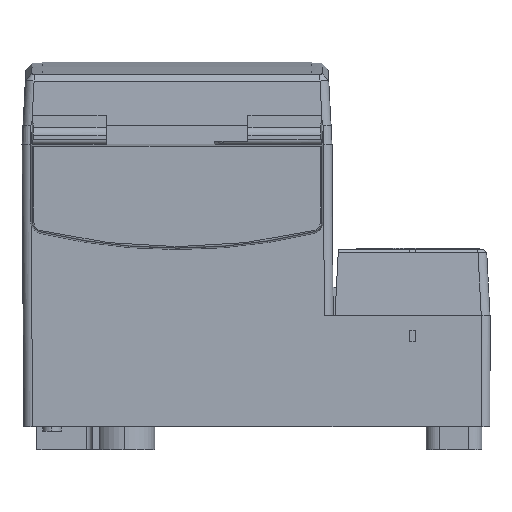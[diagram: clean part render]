
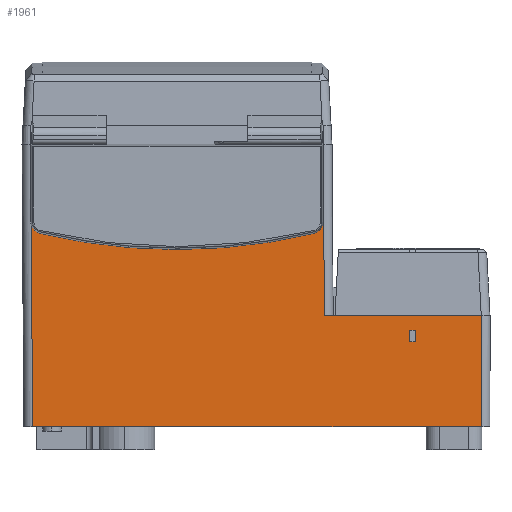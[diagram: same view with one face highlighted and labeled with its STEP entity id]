
A CAD part, left-side view. The second image highlights one B-rep face of the part: STEP entity #1961.
In plain terms, the highlighted planar face has unit normal (-1, 0, -0.006).
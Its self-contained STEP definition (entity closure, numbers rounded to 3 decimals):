
#293 = CARTESIAN_POINT ( 'NONE',  ( -83., -79.5, 0. ) ) ;
#432 = VECTOR ( 'NONE', #14382, 1000. ) ;
#611 = CARTESIAN_POINT ( 'NONE',  ( -82.833, -50., -26.569 ) ) ;
#812 = EDGE_CURVE ( 'NONE', #22702, #15387, #1042, .T. ) ;
#955 = EDGE_CURVE ( 'NONE', #8237, #13699, #2159, .T. ) ;
#995 = VERTEX_POINT ( 'NONE', #14548 ) ;
#1042 = LINE ( 'NONE', #10652, #16898 ) ;
#1076 = CARTESIAN_POINT ( 'NONE',  ( -83., -50., 0. ) ) ;
#1961 = ADVANCED_FACE ( 'NONE', ( #12215, #11866 ), #8914, .T. ) ;
#2085 = VECTOR ( 'NONE', #8719, 1000. ) ;
#2159 = LINE ( 'NONE', #12277, #2085 ) ;
#2204 = DIRECTION ( 'NONE',  ( -0.006, 0.006, 1. ) ) ;
#2316 = CARTESIAN_POINT ( 'NONE',  ( -82.394, -53., -96.5 ) ) ;
#2359 = CARTESIAN_POINT ( 'NONE',  ( -83.004, -49.996, 0.647 ) ) ;
#2527 = EDGE_CURVE ( 'NONE', #995, #22497, #21336, .T. ) ;
#2579 = ORIENTED_EDGE ( 'NONE', *, *, #20804, .T. ) ;
#2706 = EDGE_CURVE ( 'NONE', #22702, #7870, #7427, .T. ) ;
#3016 = ORIENTED_EDGE ( 'NONE', *, *, #18775, .F. ) ;
#3424 = LINE ( 'NONE', #293, #18551 ) ;
#3426 = ORIENTED_EDGE ( 'NONE', *, *, #22646, .T. ) ;
#3756 = DIRECTION ( 'NONE',  ( -0.006, 0., 1. ) ) ;
#4475 = DIRECTION ( 'NONE',  ( 0.006, 0., -1. ) ) ;
#4564 = ORIENTED_EDGE ( 'NONE', *, *, #5537, .T. ) ;
#5198 = CIRCLE ( 'NONE', #12790, 201.545 ) ;
#5379 = CARTESIAN_POINT ( 'NONE',  ( -82.601, -79.5, -63.5 ) ) ;
#5532 = CARTESIAN_POINT ( 'NONE',  ( -82.576, -81.5, -67.5 ) ) ;
#5537 = EDGE_CURVE ( 'NONE', #11100, #8237, #11101, .T. ) ;
#5672 = ORIENTED_EDGE ( 'NONE', *, *, #2527, .F. ) ;
#6054 = DIRECTION ( 'NONE',  ( 0., 1., 0. ) ) ;
#6131 = ORIENTED_EDGE ( 'NONE', *, *, #16448, .F. ) ;
#6180 = CARTESIAN_POINT ( 'NONE',  ( -84.04, 0., 165.542 ) ) ;
#6614 = EDGE_CURVE ( 'NONE', #21096, #995, #22579, .T. ) ;
#6650 = DIRECTION ( 'NONE',  ( -1., 0., -0.006 ) ) ;
#6781 = CARTESIAN_POINT ( 'NONE',  ( -83., -104., 0. ) ) ;
#6893 = VECTOR ( 'NONE', #2204, 1000. ) ;
#7161 = CARTESIAN_POINT ( 'NONE',  ( -82.394, -104., -96.5 ) ) ;
#7336 = EDGE_CURVE ( 'NONE', #19497, #7870, #16371, .T. ) ;
#7427 = LINE ( 'NONE', #2359, #6893 ) ;
#7547 = DIRECTION ( 'NONE',  ( -1., 0., -0.006 ) ) ;
#7641 = CARTESIAN_POINT ( 'NONE',  ( -82.826, 49.826, -27.737 ) ) ;
#7870 = VERTEX_POINT ( 'NONE', #11202 ) ;
#7922 = DIRECTION ( 'NONE',  ( -1., 0., -0.006 ) ) ;
#8083 = VERTEX_POINT ( 'NONE', #10169 ) ;
#8237 = VERTEX_POINT ( 'NONE', #5532 ) ;
#8438 = LINE ( 'NONE', #13284, #432 ) ;
#8719 = DIRECTION ( 'NONE',  ( 0., 1., 0. ) ) ;
#8914 = PLANE ( 'NONE',  #22337 ) ;
#9206 = CARTESIAN_POINT ( 'NONE',  ( -84.04, 0., 165.542 ) ) ;
#9565 = ORIENTED_EDGE ( 'NONE', *, *, #2706, .T. ) ;
#10025 = ORIENTED_EDGE ( 'NONE', *, *, #7336, .F. ) ;
#10169 = CARTESIAN_POINT ( 'NONE',  ( -82.809, -46.931, -30.459 ) ) ;
#10201 = AXIS2_PLACEMENT_3D ( 'NONE', #22000, #7922, #15100 ) ;
#10561 = CARTESIAN_POINT ( 'NONE',  ( -82.632, -50.367, -58.5 ) ) ;
#10652 = CARTESIAN_POINT ( 'NONE',  ( -82.632, -53.368, -58.5 ) ) ;
#11026 = DIRECTION ( 'NONE',  ( -0.006, 0., 1. ) ) ;
#11100 = VERTEX_POINT ( 'NONE', #18136 ) ;
#11101 = LINE ( 'NONE', #13949, #19342 ) ;
#11202 = CARTESIAN_POINT ( 'NONE',  ( -83., -50., -0.021 ) ) ;
#11866 = FACE_OUTER_BOUND ( 'NONE', #18736, .T. ) ;
#12215 = FACE_BOUND ( 'NONE', #18278, .T. ) ;
#12277 = CARTESIAN_POINT ( 'NONE',  ( -82.576, 53., -67.5 ) ) ;
#12422 = VECTOR ( 'NONE', #6054, 1000. ) ;
#12461 = DIRECTION ( 'NONE',  ( -1., 0., -0.006 ) ) ;
#12752 = AXIS2_PLACEMENT_3D ( 'NONE', #12953, #17946, #11026 ) ;
#12790 = AXIS2_PLACEMENT_3D ( 'NONE', #9206, #7547, #16860 ) ;
#12843 = LINE ( 'NONE', #19150, #12422 ) ;
#12953 = CARTESIAN_POINT ( 'NONE',  ( -82.833, -46., -26.569 ) ) ;
#13227 = ORIENTED_EDGE ( 'NONE', *, *, #955, .T. ) ;
#13284 = CARTESIAN_POINT ( 'NONE',  ( -83., 50., 0.019 ) ) ;
#13699 = VERTEX_POINT ( 'NONE', #17777 ) ;
#13728 = ORIENTED_EDGE ( 'NONE', *, *, #20744, .T. ) ;
#13813 = DIRECTION ( 'NONE',  ( -0.006, 0., 1. ) ) ;
#13949 = CARTESIAN_POINT ( 'NONE',  ( -83., -81.5, 0. ) ) ;
#14266 = DIRECTION ( 'NONE',  ( -0.006, 0., 1. ) ) ;
#14290 = VERTEX_POINT ( 'NONE', #5379 ) ;
#14382 = DIRECTION ( 'NONE',  ( 0.006, -0.006, -1. ) ) ;
#14548 = CARTESIAN_POINT ( 'NONE',  ( -82.809, 46.931, -30.459 ) ) ;
#14728 = CARTESIAN_POINT ( 'NONE',  ( -82.774, 0., -35.999 ) ) ;
#15100 = DIRECTION ( 'NONE',  ( 0.006, 0., -1. ) ) ;
#15313 = VECTOR ( 'NONE', #13813, 1000. ) ;
#15387 = VERTEX_POINT ( 'NONE', #19834 ) ;
#16158 = ORIENTED_EDGE ( 'NONE', *, *, #21421, .T. ) ;
#16344 = LINE ( 'NONE', #2316, #16392 ) ;
#16371 = LINE ( 'NONE', #1076, #16410 ) ;
#16392 = VECTOR ( 'NONE', #22135, 1000. ) ;
#16410 = VECTOR ( 'NONE', #17929, 1000. ) ;
#16448 = EDGE_CURVE ( 'NONE', #22497, #8083, #5198, .T. ) ;
#16758 = VERTEX_POINT ( 'NONE', #19578 ) ;
#16860 = DIRECTION ( 'NONE',  ( 0.006, 0., -1. ) ) ;
#16898 = VECTOR ( 'NONE', #19354, 1000. ) ;
#16931 = EDGE_CURVE ( 'NONE', #11100, #14290, #12843, .T. ) ;
#17501 = DIRECTION ( 'NONE',  ( 0.006, 0., -1. ) ) ;
#17777 = CARTESIAN_POINT ( 'NONE',  ( -82.576, -79.5, -67.5 ) ) ;
#17929 = DIRECTION ( 'NONE',  ( -0.006, 0., 1. ) ) ;
#17946 = DIRECTION ( 'NONE',  ( -1., 0., -0.006 ) ) ;
#18110 = CIRCLE ( 'NONE', #12752, 4. ) ;
#18136 = CARTESIAN_POINT ( 'NONE',  ( -82.601, -81.5, -63.5 ) ) ;
#18278 = EDGE_LOOP ( 'NONE', ( #19014, #4564, #13227, #16158 ) ) ;
#18551 = VECTOR ( 'NONE', #3756, 1000. ) ;
#18736 = EDGE_LOOP ( 'NONE', ( #5672, #18932, #2579, #13728, #3426, #19874, #9565, #10025, #3016, #6131 ) ) ;
#18775 = EDGE_CURVE ( 'NONE', #8083, #19497, #18110, .T. ) ;
#18932 = ORIENTED_EDGE ( 'NONE', *, *, #6614, .F. ) ;
#19014 = ORIENTED_EDGE ( 'NONE', *, *, #16931, .F. ) ;
#19150 = CARTESIAN_POINT ( 'NONE',  ( -82.601, 53., -63.5 ) ) ;
#19342 = VECTOR ( 'NONE', #4475, 1000. ) ;
#19354 = DIRECTION ( 'NONE',  ( 0., -1., 0. ) ) ;
#19497 = VERTEX_POINT ( 'NONE', #611 ) ;
#19578 = CARTESIAN_POINT ( 'NONE',  ( -82.394, 49.394, -96.5 ) ) ;
#19749 = AXIS2_PLACEMENT_3D ( 'NONE', #6180, #6650, #17501 ) ;
#19834 = CARTESIAN_POINT ( 'NONE',  ( -82.632, -104., -58.5 ) ) ;
#19874 = ORIENTED_EDGE ( 'NONE', *, *, #812, .F. ) ;
#20744 = EDGE_CURVE ( 'NONE', #16758, #23150, #16344, .T. ) ;
#20804 = EDGE_CURVE ( 'NONE', #21096, #16758, #8438, .T. ) ;
#21096 = VERTEX_POINT ( 'NONE', #7641 ) ;
#21336 = CIRCLE ( 'NONE', #19749, 201.545 ) ;
#21421 = EDGE_CURVE ( 'NONE', #13699, #14290, #3424, .T. ) ;
#21850 = LINE ( 'NONE', #6781, #15313 ) ;
#22000 = CARTESIAN_POINT ( 'NONE',  ( -82.833, 46., -26.569 ) ) ;
#22135 = DIRECTION ( 'NONE',  ( 0., -1., 0. ) ) ;
#22337 = AXIS2_PLACEMENT_3D ( 'NONE', #23165, #12461, #14266 ) ;
#22497 = VERTEX_POINT ( 'NONE', #14728 ) ;
#22579 = CIRCLE ( 'NONE', #10201, 4. ) ;
#22646 = EDGE_CURVE ( 'NONE', #23150, #15387, #21850, .T. ) ;
#22702 = VERTEX_POINT ( 'NONE', #10561 ) ;
#23150 = VERTEX_POINT ( 'NONE', #7161 ) ;
#23165 = CARTESIAN_POINT ( 'NONE',  ( -83., 53., 0. ) ) ;
